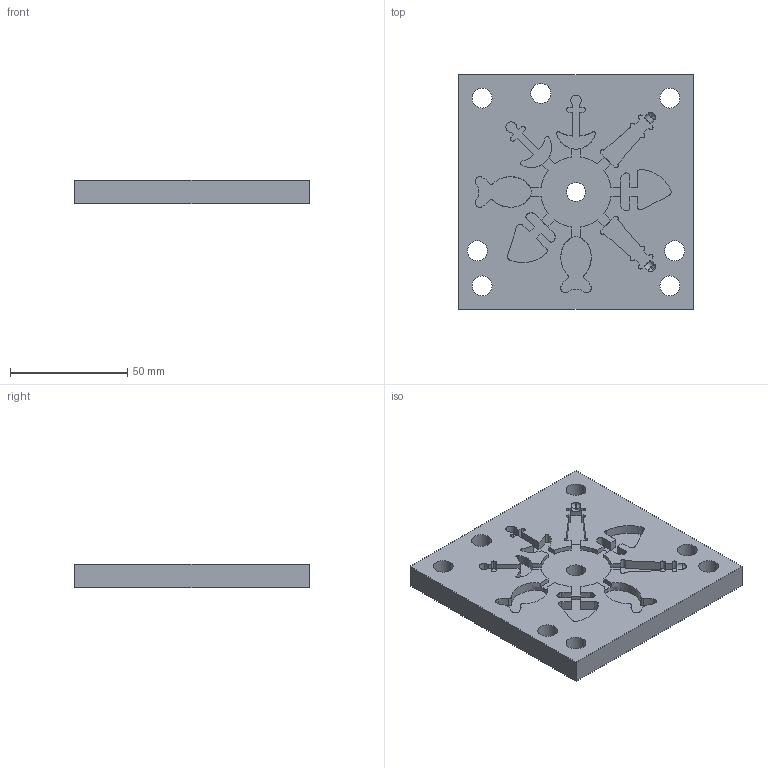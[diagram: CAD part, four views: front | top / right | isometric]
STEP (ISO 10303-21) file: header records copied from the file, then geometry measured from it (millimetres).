
FILE_DESCRIPTION (( 'STEP AP214' ), '1' );
FILE_NAME ('ARL-PIMER01-02-A-couvercle.STEP', '2023-02-24T20:37:38', ( 'T' ), ( 'F' ), 'SwSTEP 2.0', 'SolidWorks 2001340', '' );
FILE_SCHEMA (( 'AUTOMOTIVE_DESIGN' ));
Length unit declared in the file: millimetre
Products named in the file (1): ARL-PIMER01-02-A-couvercle
Bounding box: 100 x 100 x 10 mm (x, y, z)
Volume: 87485 mm3; surface area: 27866.9 mm2
Topology: 1 solids, 1 shells, 207 faces, 614 edges, 406 vertices
Faces by surface type: cylinder 108, plane 91, bspline 8
Entity records: 8817 total; most frequent: CARTESIAN_POINT 3108, ORIENTED_EDGE 1220, DIRECTION 1208, EDGE_CURVE 610, AXIS2_PLACEMENT_3D 418, VERTEX_POINT 406, LINE 372, VECTOR 372
